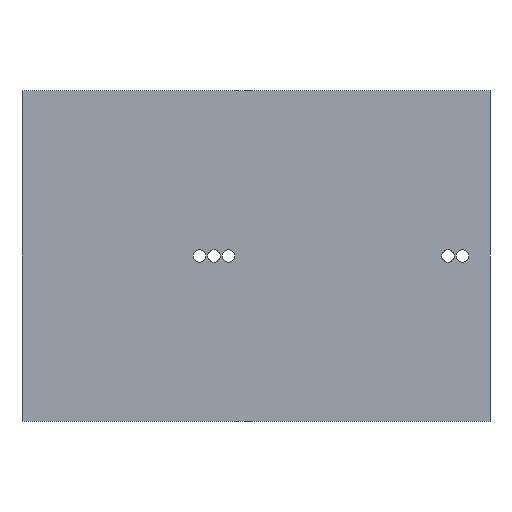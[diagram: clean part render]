
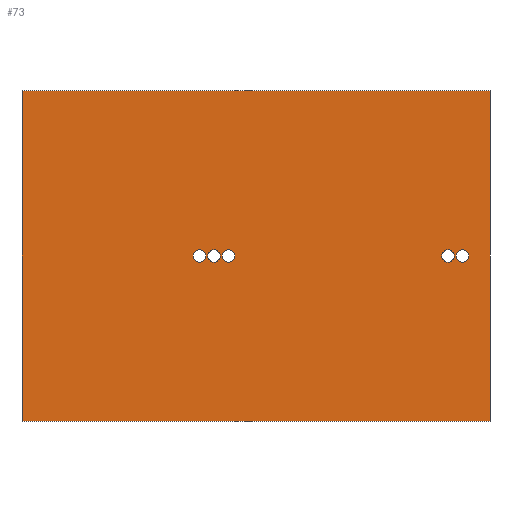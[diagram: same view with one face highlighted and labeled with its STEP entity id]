
A CAD part, front view. The second image highlights one B-rep face of the part: STEP entity #73.
In plain terms, the highlighted planar face has unit normal (0, -1, 0).
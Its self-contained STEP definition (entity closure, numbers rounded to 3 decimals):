
#3 = EDGE_CURVE ( 'NONE', #21, #726, #235, .T. ) ;
#6 = CIRCLE ( 'NONE', #421, 2.25 ) ;
#14 = CARTESIAN_POINT ( 'NONE',  ( -85., -6.6, -60. ) ) ;
#21 = VERTEX_POINT ( 'NONE', #394 ) ;
#33 = EDGE_LOOP ( 'NONE', ( #169, #1214 ) ) ;
#44 = LINE ( 'NONE', #1315, #579 ) ;
#52 = VERTEX_POINT ( 'NONE', #1448 ) ;
#59 = DIRECTION ( 'NONE',  ( 1., 0., 0. ) ) ;
#67 = ORIENTED_EDGE ( 'NONE', *, *, #135, .T. ) ;
#73 = ADVANCED_FACE ( 'NONE', ( #1038, #1560, #405, #284, #664, #1439 ), #1175, .T. ) ;
#80 = EDGE_LOOP ( 'NONE', ( #1311, #1383, #1579, #67 ) ) ;
#104 = AXIS2_PLACEMENT_3D ( 'NONE', #187, #1577, #781 ) ;
#123 = VERTEX_POINT ( 'NONE', #1063 ) ;
#135 = EDGE_CURVE ( 'NONE', #1591, #656, #44, .T. ) ;
#149 = VECTOR ( 'NONE', #1158, 1000. ) ;
#169 = ORIENTED_EDGE ( 'NONE', *, *, #672, .T. ) ;
#174 = AXIS2_PLACEMENT_3D ( 'NONE', #983, #1642, #1123 ) ;
#177 = AXIS2_PLACEMENT_3D ( 'NONE', #1501, #445, #731 ) ;
#186 = ORIENTED_EDGE ( 'NONE', *, *, #878, .T. ) ;
#187 = CARTESIAN_POINT ( 'NONE',  ( 0., -6.6, 0. ) ) ;
#220 = EDGE_LOOP ( 'NONE', ( #288, #580 ) ) ;
#235 = CIRCLE ( 'NONE', #1174, 2.25 ) ;
#238 = AXIS2_PLACEMENT_3D ( 'NONE', #243, #1250, #392 ) ;
#241 = CARTESIAN_POINT ( 'NONE',  ( 75., -6.6, 0. ) ) ;
#243 = CARTESIAN_POINT ( 'NONE',  ( -10., -6.6, 0. ) ) ;
#248 = EDGE_CURVE ( 'NONE', #52, #1537, #1376, .T. ) ;
#253 = EDGE_CURVE ( 'NONE', #123, #1117, #443, .T. ) ;
#284 = FACE_BOUND ( 'NONE', #1490, .T. ) ;
#285 = DIRECTION ( 'NONE',  ( 0., 1., 0. ) ) ;
#288 = ORIENTED_EDGE ( 'NONE', *, *, #1562, .T. ) ;
#303 = ORIENTED_EDGE ( 'NONE', *, *, #253, .T. ) ;
#314 = DIRECTION ( 'NONE',  ( 0., 0., 1. ) ) ;
#316 = LINE ( 'NONE', #704, #1271 ) ;
#338 = VERTEX_POINT ( 'NONE', #647 ) ;
#342 = DIRECTION ( 'NONE',  ( 0., 1., 0. ) ) ;
#343 = CARTESIAN_POINT ( 'NONE',  ( 69.75, -6.6, 2.25 ) ) ;
#361 = EDGE_LOOP ( 'NONE', ( #1155, #1332 ) ) ;
#380 = CARTESIAN_POINT ( 'NONE',  ( -15.25, -6.6, 2.25 ) ) ;
#384 = EDGE_CURVE ( 'NONE', #726, #21, #947, .T. ) ;
#392 = DIRECTION ( 'NONE',  ( 0., 0., 1. ) ) ;
#394 = CARTESIAN_POINT ( 'NONE',  ( -10., -6.6, -2.25 ) ) ;
#405 = FACE_BOUND ( 'NONE', #220, .T. ) ;
#411 = EDGE_LOOP ( 'NONE', ( #186, #303 ) ) ;
#415 = VERTEX_POINT ( 'NONE', #380 ) ;
#419 = CARTESIAN_POINT ( 'NONE',  ( -20.5, -6.6, -2.25 ) ) ;
#421 = AXIS2_PLACEMENT_3D ( 'NONE', #1403, #285, #891 ) ;
#443 = CIRCLE ( 'NONE', #177, 2.25 ) ;
#445 = DIRECTION ( 'NONE',  ( 0., 1., 0. ) ) ;
#447 = DIRECTION ( 'NONE',  ( 0., 1., 0. ) ) ;
#490 = CIRCLE ( 'NONE', #1498, 2.25 ) ;
#499 = VERTEX_POINT ( 'NONE', #1061 ) ;
#511 = LINE ( 'NONE', #14, #149 ) ;
#550 = VERTEX_POINT ( 'NONE', #419 ) ;
#552 = DIRECTION ( 'NONE',  ( 0., 0., 1. ) ) ;
#572 = CARTESIAN_POINT ( 'NONE',  ( -15.25, -6.6, -2.25 ) ) ;
#579 = VECTOR ( 'NONE', #552, 1000. ) ;
#580 = ORIENTED_EDGE ( 'NONE', *, *, #1143, .T. ) ;
#587 = CARTESIAN_POINT ( 'NONE',  ( 85., -6.6, 60. ) ) ;
#621 = CARTESIAN_POINT ( 'NONE',  ( -15.25, -6.6, 0. ) ) ;
#647 = CARTESIAN_POINT ( 'NONE',  ( -20.5, -6.6, 2.25 ) ) ;
#656 = VERTEX_POINT ( 'NONE', #587 ) ;
#664 = FACE_BOUND ( 'NONE', #33, .T. ) ;
#672 = EDGE_CURVE ( 'NONE', #338, #550, #1519, .T. ) ;
#673 = CARTESIAN_POINT ( 'NONE',  ( 75., -6.6, 0. ) ) ;
#674 = CARTESIAN_POINT ( 'NONE',  ( 75., -6.6, 2.25 ) ) ;
#695 = CARTESIAN_POINT ( 'NONE',  ( 69.75, -6.6, 0. ) ) ;
#704 = CARTESIAN_POINT ( 'NONE',  ( -85., -6.6, 60. ) ) ;
#726 = VERTEX_POINT ( 'NONE', #1352 ) ;
#731 = DIRECTION ( 'NONE',  ( 0., 0., 1. ) ) ;
#749 = AXIS2_PLACEMENT_3D ( 'NONE', #1499, #1231, #862 ) ;
#751 = DIRECTION ( 'NONE',  ( 0., 0., 1. ) ) ;
#761 = AXIS2_PLACEMENT_3D ( 'NONE', #673, #447, #314 ) ;
#781 = DIRECTION ( 'NONE',  ( 0., 0., -1. ) ) ;
#794 = EDGE_CURVE ( 'NONE', #52, #656, #316, .T. ) ;
#813 = VERTEX_POINT ( 'NONE', #674 ) ;
#836 = VECTOR ( 'NONE', #1204, 1000. ) ;
#848 = DIRECTION ( 'NONE',  ( 0., 0., 1. ) ) ;
#849 = DIRECTION ( 'NONE',  ( 0., 1., 0. ) ) ;
#859 = DIRECTION ( 'NONE',  ( 0., 0., 1. ) ) ;
#862 = DIRECTION ( 'NONE',  ( 0., 0., 1. ) ) ;
#878 = EDGE_CURVE ( 'NONE', #1117, #123, #1140, .T. ) ;
#891 = DIRECTION ( 'NONE',  ( 0., 0., 1. ) ) ;
#940 = ORIENTED_EDGE ( 'NONE', *, *, #3, .T. ) ;
#947 = CIRCLE ( 'NONE', #238, 2.25 ) ;
#983 = CARTESIAN_POINT ( 'NONE',  ( -15.25, -6.6, 0. ) ) ;
#1038 = FACE_OUTER_BOUND ( 'NONE', #80, .T. ) ;
#1061 = CARTESIAN_POINT ( 'NONE',  ( 75., -6.6, -2.25 ) ) ;
#1063 = CARTESIAN_POINT ( 'NONE',  ( 69.75, -6.6, -2.25 ) ) ;
#1102 = CARTESIAN_POINT ( 'NONE',  ( -85., -6.6, 0. ) ) ;
#1103 = CARTESIAN_POINT ( 'NONE',  ( -85., -6.6, -60. ) ) ;
#1117 = VERTEX_POINT ( 'NONE', #343 ) ;
#1123 = DIRECTION ( 'NONE',  ( 0., 0., 1. ) ) ;
#1125 = DIRECTION ( 'NONE',  ( 0., 1., 0. ) ) ;
#1130 = CARTESIAN_POINT ( 'NONE',  ( -10., -6.6, 0. ) ) ;
#1135 = EDGE_CURVE ( 'NONE', #499, #813, #1273, .T. ) ;
#1140 = CIRCLE ( 'NONE', #1164, 2.25 ) ;
#1143 = EDGE_CURVE ( 'NONE', #1467, #415, #490, .T. ) ;
#1155 = ORIENTED_EDGE ( 'NONE', *, *, #1449, .T. ) ;
#1158 = DIRECTION ( 'NONE',  ( 1., 0., 0. ) ) ;
#1164 = AXIS2_PLACEMENT_3D ( 'NONE', #695, #342, #848 ) ;
#1174 = AXIS2_PLACEMENT_3D ( 'NONE', #1130, #1644, #859 ) ;
#1175 = PLANE ( 'NONE',  #104 ) ;
#1204 = DIRECTION ( 'NONE',  ( 0., 0., -1. ) ) ;
#1205 = CIRCLE ( 'NONE', #174, 2.25 ) ;
#1214 = ORIENTED_EDGE ( 'NONE', *, *, #1282, .T. ) ;
#1231 = DIRECTION ( 'NONE',  ( 0., 1., 0. ) ) ;
#1250 = DIRECTION ( 'NONE',  ( 0., 1., 0. ) ) ;
#1261 = CIRCLE ( 'NONE', #761, 2.25 ) ;
#1271 = VECTOR ( 'NONE', #59, 1000. ) ;
#1273 = CIRCLE ( 'NONE', #1521, 2.25 ) ;
#1282 = EDGE_CURVE ( 'NONE', #550, #338, #6, .T. ) ;
#1311 = ORIENTED_EDGE ( 'NONE', *, *, #794, .F. ) ;
#1315 = CARTESIAN_POINT ( 'NONE',  ( 85., -6.6, -60. ) ) ;
#1317 = EDGE_CURVE ( 'NONE', #1537, #1591, #511, .T. ) ;
#1332 = ORIENTED_EDGE ( 'NONE', *, *, #1135, .T. ) ;
#1352 = CARTESIAN_POINT ( 'NONE',  ( -10., -6.6, 2.25 ) ) ;
#1376 = LINE ( 'NONE', #1102, #836 ) ;
#1383 = ORIENTED_EDGE ( 'NONE', *, *, #248, .T. ) ;
#1393 = ORIENTED_EDGE ( 'NONE', *, *, #384, .T. ) ;
#1403 = CARTESIAN_POINT ( 'NONE',  ( -20.5, -6.6, 0. ) ) ;
#1439 = FACE_BOUND ( 'NONE', #361, .T. ) ;
#1448 = CARTESIAN_POINT ( 'NONE',  ( -85., -6.6, 60. ) ) ;
#1449 = EDGE_CURVE ( 'NONE', #813, #499, #1261, .T. ) ;
#1467 = VERTEX_POINT ( 'NONE', #572 ) ;
#1490 = EDGE_LOOP ( 'NONE', ( #1393, #940 ) ) ;
#1498 = AXIS2_PLACEMENT_3D ( 'NONE', #621, #1125, #751 ) ;
#1499 = CARTESIAN_POINT ( 'NONE',  ( -20.5, -6.6, 0. ) ) ;
#1501 = CARTESIAN_POINT ( 'NONE',  ( 69.75, -6.6, 0. ) ) ;
#1503 = CARTESIAN_POINT ( 'NONE',  ( 85., -6.6, -60. ) ) ;
#1517 = DIRECTION ( 'NONE',  ( 0., 0., 1. ) ) ;
#1519 = CIRCLE ( 'NONE', #749, 2.25 ) ;
#1521 = AXIS2_PLACEMENT_3D ( 'NONE', #241, #849, #1517 ) ;
#1537 = VERTEX_POINT ( 'NONE', #1103 ) ;
#1560 = FACE_BOUND ( 'NONE', #411, .T. ) ;
#1562 = EDGE_CURVE ( 'NONE', #415, #1467, #1205, .T. ) ;
#1577 = DIRECTION ( 'NONE',  ( 0., -1., 0. ) ) ;
#1579 = ORIENTED_EDGE ( 'NONE', *, *, #1317, .T. ) ;
#1591 = VERTEX_POINT ( 'NONE', #1503 ) ;
#1642 = DIRECTION ( 'NONE',  ( 0., 1., 0. ) ) ;
#1644 = DIRECTION ( 'NONE',  ( 0., 1., 0. ) ) ;
